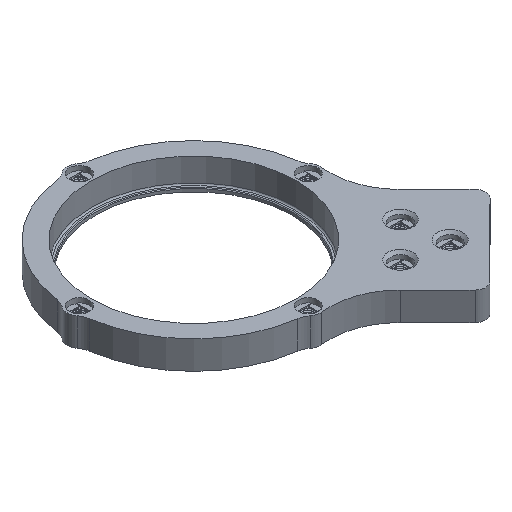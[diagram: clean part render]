
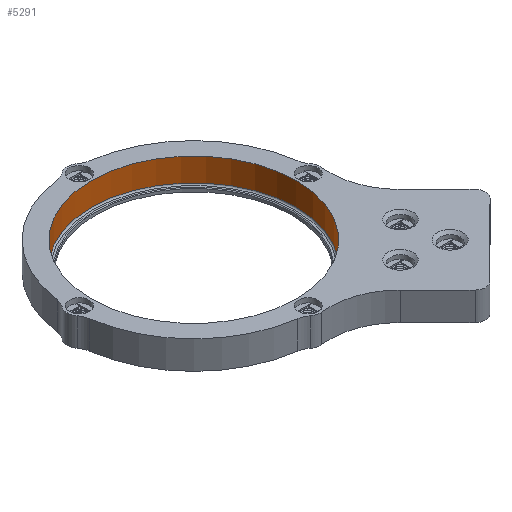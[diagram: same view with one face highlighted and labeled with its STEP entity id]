
A CAD part, isometric view. The second image highlights one B-rep face of the part: STEP entity #5291.
In plain terms, the highlighted cylindrical face has radius 29.125 mm (diameter 58.25 mm), a full revolution.
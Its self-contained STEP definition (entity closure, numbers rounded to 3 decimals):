
#341=FACE_OUTER_BOUND('',#644,.T.);
#644=EDGE_LOOP('',(#4163,#4164,#4165,#4166,#4167));
#839=CIRCLE('',#5628,29.125);
#860=CIRCLE('',#5676,29.125);
#861=CIRCLE('',#5677,29.125);
#1439=LINE('',#15721,#1787);
#1787=VECTOR('',#6600,29.);
#2302=VERTEX_POINT('',#15583);
#2340=VERTEX_POINT('',#15712);
#2341=VERTEX_POINT('',#15714);
#2973=EDGE_CURVE('',#2302,#2302,#839,.F.);
#3038=EDGE_CURVE('',#2340,#2341,#860,.T.);
#3039=EDGE_CURVE('',#2341,#2340,#861,.T.);
#3041=EDGE_CURVE('',#2302,#2341,#1439,.T.);
#4163=ORIENTED_EDGE('',*,*,#2973,.T.);
#4164=ORIENTED_EDGE('',*,*,#3041,.T.);
#4165=ORIENTED_EDGE('',*,*,#3038,.F.);
#4166=ORIENTED_EDGE('',*,*,#3039,.F.);
#4167=ORIENTED_EDGE('',*,*,#3041,.F.);
#5073=CYLINDRICAL_SURFACE('',#5680,29.125);
#5291=ADVANCED_FACE('',(#341),#5073,.F.);
#5628=AXIS2_PLACEMENT_3D('',#15584,#6450,#6451);
#5676=AXIS2_PLACEMENT_3D('',#15715,#6590,#6591);
#5677=AXIS2_PLACEMENT_3D('',#15716,#6592,#6593);
#5680=AXIS2_PLACEMENT_3D('',#15720,#6598,#6599);
#6450=DIRECTION('center_axis',(0.,0.,-1.));
#6451=DIRECTION('ref_axis',(1.,0.,0.));
#6590=DIRECTION('center_axis',(0.,0.,1.));
#6591=DIRECTION('ref_axis',(1.,0.,0.));
#6592=DIRECTION('center_axis',(0.,0.,1.));
#6593=DIRECTION('ref_axis',(1.,0.,0.));
#6598=DIRECTION('center_axis',(0.,0.,1.));
#6599=DIRECTION('ref_axis',(1.,0.,0.));
#6600=DIRECTION('',(0.,0.,-1.));
#15583=CARTESIAN_POINT('',(-29.125,0.,17.));
#15584=CARTESIAN_POINT('Origin',(0.,0.,17.));
#15712=CARTESIAN_POINT('',(29.125,0.,10.4));
#15714=CARTESIAN_POINT('',(-29.125,0.,10.4));
#15715=CARTESIAN_POINT('Origin',(0.,0.,10.4));
#15716=CARTESIAN_POINT('Origin',(0.,0.,10.4));
#15720=CARTESIAN_POINT('Origin',(0.,0.,17.));
#15721=CARTESIAN_POINT('',(-29.125,0.,17.));
